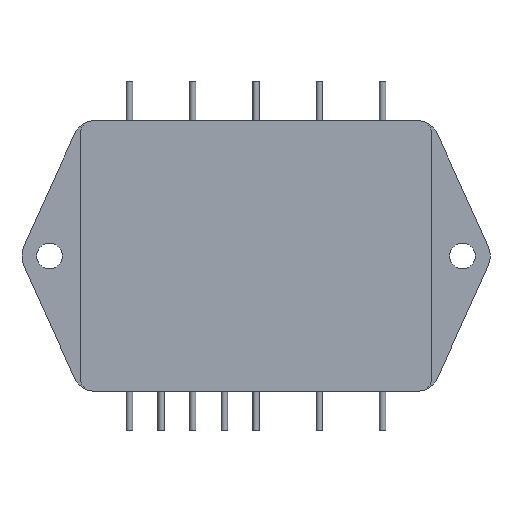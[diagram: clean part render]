
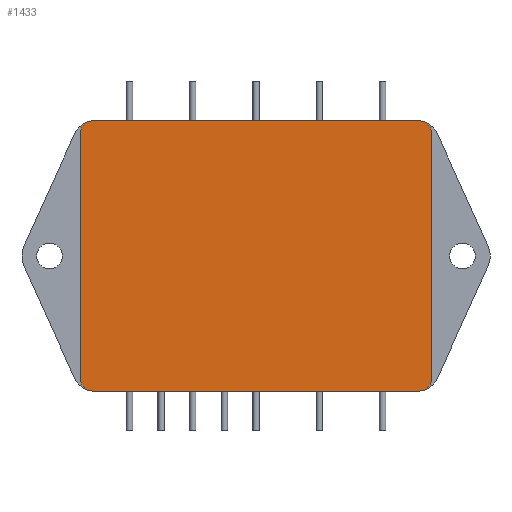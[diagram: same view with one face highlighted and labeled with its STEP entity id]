
A CAD part, top view. The second image highlights one B-rep face of the part: STEP entity #1433.
In plain terms, the highlighted planar face has unit normal (0, 0, 1).
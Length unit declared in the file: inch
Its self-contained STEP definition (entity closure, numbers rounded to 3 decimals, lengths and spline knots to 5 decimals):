
#1218=CARTESIAN_POINT('',(1.01955,0.855,0.25));
#1219=VERTEX_POINT('',#1218);
#1226=CARTESIAN_POINT('',(1.06123,0.84865,0.25));
#1227=VERTEX_POINT('',#1226);
#1228=CARTESIAN_POINT('',(1.01955,0.715,0.25));
#1229=DIRECTION('',(0.0,0.0,-1.0));
#1230=DIRECTION('',(0.543,0.84,0.0));
#1231=AXIS2_PLACEMENT_3D('',#1228,#1229,#1230);
#1232=CIRCLE('',#1231,0.14);
#1233=EDGE_CURVE('',#1219,#1227,#1232,.T.);
#1321=CARTESIAN_POINT('',(1.11,0.775,0.25));
#1322=VERTEX_POINT('',#1321);
#1323=CARTESIAN_POINT('',(1.03,0.775,0.25));
#1324=DIRECTION('',(0.0,0.0,-1.0));
#1325=DIRECTION('',(0.707,0.707,0.0));
#1326=AXIS2_PLACEMENT_3D('',#1323,#1324,#1325);
#1327=CIRCLE('',#1326,0.08);
#1328=EDGE_CURVE('',#1227,#1322,#1327,.T.);
#1340=CARTESIAN_POINT('',(0.,0.,0.25));
#1341=DIRECTION('',(0.0,0.0,1.0));
#1342=DIRECTION('',(1.0,0.0,0.0));
#1343=AXIS2_PLACEMENT_3D('',#1340,#1341,#1342);
#1344=PLANE('',#1343);
#1345=ORIENTED_EDGE('',*,*,#1233,.F.);
#1346=CARTESIAN_POINT('',(-1.01955,0.855,0.25));
#1347=VERTEX_POINT('',#1346);
#1348=CARTESIAN_POINT('',(-1.01955,0.855,0.25));
#1349=DIRECTION('',(1.0,0.0,0.0));
#1350=VECTOR('',#1349,2.0391);
#1351=LINE('',#1348,#1350);
#1352=EDGE_CURVE('',#1347,#1219,#1351,.T.);
#1353=ORIENTED_EDGE('',*,*,#1352,.F.);
#1354=CARTESIAN_POINT('',(-1.06123,0.84865,0.25));
#1355=VERTEX_POINT('',#1354);
#1356=CARTESIAN_POINT('',(-1.01955,0.715,0.25));
#1357=DIRECTION('',(0.0,0.0,-1.0));
#1358=DIRECTION('',(-0.543,0.84,0.0));
#1359=AXIS2_PLACEMENT_3D('',#1356,#1357,#1358);
#1360=CIRCLE('',#1359,0.14);
#1361=EDGE_CURVE('',#1355,#1347,#1360,.T.);
#1362=ORIENTED_EDGE('',*,*,#1361,.F.);
#1363=CARTESIAN_POINT('',(-1.11,0.775,0.25));
#1364=VERTEX_POINT('',#1363);
#1365=CARTESIAN_POINT('',(-1.03,0.775,0.25));
#1366=DIRECTION('',(0.0,0.0,-1.0));
#1367=DIRECTION('',(-0.707,0.707,0.0));
#1368=AXIS2_PLACEMENT_3D('',#1365,#1366,#1367);
#1369=CIRCLE('',#1368,0.08);
#1370=EDGE_CURVE('',#1364,#1355,#1369,.T.);
#1371=ORIENTED_EDGE('',*,*,#1370,.F.);
#1372=CARTESIAN_POINT('',(-1.11,-0.775,0.25));
#1373=VERTEX_POINT('',#1372);
#1374=CARTESIAN_POINT('',(-1.11,0.775,0.25));
#1375=DIRECTION('',(0.0,-1.0,0.0));
#1376=VECTOR('',#1375,1.55);
#1377=LINE('',#1374,#1376);
#1378=EDGE_CURVE('',#1364,#1373,#1377,.T.);
#1379=ORIENTED_EDGE('',*,*,#1378,.T.);
#1380=CARTESIAN_POINT('',(-1.06123,-0.84865,0.25));
#1381=VERTEX_POINT('',#1380);
#1382=CARTESIAN_POINT('',(-1.03,-0.775,0.25));
#1383=DIRECTION('',(0.0,0.0,-1.0));
#1384=DIRECTION('',(-0.707,-0.707,0.0));
#1385=AXIS2_PLACEMENT_3D('',#1382,#1383,#1384);
#1386=CIRCLE('',#1385,0.08);
#1387=EDGE_CURVE('',#1381,#1373,#1386,.T.);
#1388=ORIENTED_EDGE('',*,*,#1387,.F.);
#1389=CARTESIAN_POINT('',(-1.01955,-0.855,0.25));
#1390=VERTEX_POINT('',#1389);
#1391=CARTESIAN_POINT('',(-1.01955,-0.715,0.25));
#1392=DIRECTION('',(0.0,0.0,-1.0));
#1393=DIRECTION('',(-0.543,-0.84,0.0));
#1394=AXIS2_PLACEMENT_3D('',#1391,#1392,#1393);
#1395=CIRCLE('',#1394,0.14);
#1396=EDGE_CURVE('',#1390,#1381,#1395,.T.);
#1397=ORIENTED_EDGE('',*,*,#1396,.F.);
#1398=CARTESIAN_POINT('',(1.01955,-0.855,0.25));
#1399=VERTEX_POINT('',#1398);
#1400=CARTESIAN_POINT('',(1.01955,-0.855,0.25));
#1401=DIRECTION('',(-1.0,0.0,0.0));
#1402=VECTOR('',#1401,2.0391);
#1403=LINE('',#1400,#1402);
#1404=EDGE_CURVE('',#1399,#1390,#1403,.T.);
#1405=ORIENTED_EDGE('',*,*,#1404,.F.);
#1406=CARTESIAN_POINT('',(1.06123,-0.84865,0.25));
#1407=VERTEX_POINT('',#1406);
#1408=CARTESIAN_POINT('',(1.01955,-0.715,0.25));
#1409=DIRECTION('',(0.0,0.0,-1.0));
#1410=DIRECTION('',(0.543,-0.84,0.0));
#1411=AXIS2_PLACEMENT_3D('',#1408,#1409,#1410);
#1412=CIRCLE('',#1411,0.14);
#1413=EDGE_CURVE('',#1407,#1399,#1412,.T.);
#1414=ORIENTED_EDGE('',*,*,#1413,.F.);
#1415=CARTESIAN_POINT('',(1.11,-0.775,0.25));
#1416=VERTEX_POINT('',#1415);
#1417=CARTESIAN_POINT('',(1.03,-0.775,0.25));
#1418=DIRECTION('',(0.0,0.0,-1.0));
#1419=DIRECTION('',(0.707,-0.707,0.0));
#1420=AXIS2_PLACEMENT_3D('',#1417,#1418,#1419);
#1421=CIRCLE('',#1420,0.08);
#1422=EDGE_CURVE('',#1416,#1407,#1421,.T.);
#1423=ORIENTED_EDGE('',*,*,#1422,.F.);
#1424=CARTESIAN_POINT('',(1.11,-0.775,0.25));
#1425=DIRECTION('',(0.0,1.0,0.0));
#1426=VECTOR('',#1425,1.55);
#1427=LINE('',#1424,#1426);
#1428=EDGE_CURVE('',#1416,#1322,#1427,.T.);
#1429=ORIENTED_EDGE('',*,*,#1428,.T.);
#1430=ORIENTED_EDGE('',*,*,#1328,.F.);
#1431=EDGE_LOOP('',(#1345,#1353,#1362,#1371,#1379,#1388,#1397,#1405,#1414,#1423,#1429,#1430));
#1432=FACE_OUTER_BOUND('',#1431,.T.);
#1433=ADVANCED_FACE('',(#1432),#1344,.T.);
